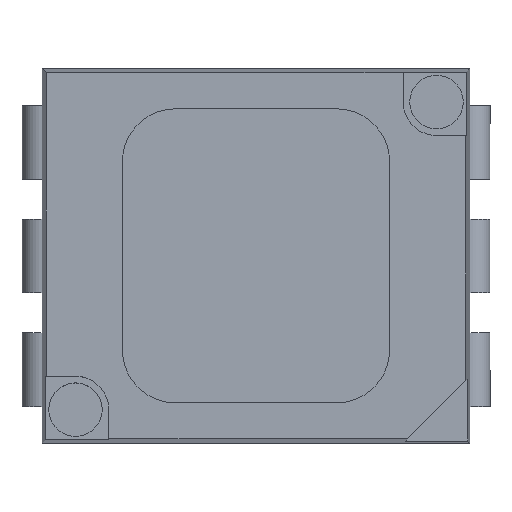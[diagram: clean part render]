
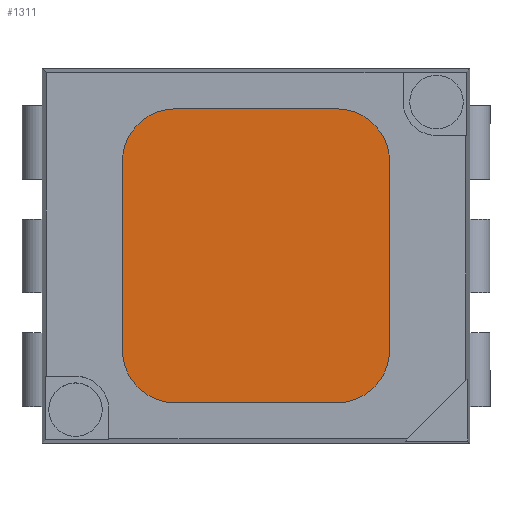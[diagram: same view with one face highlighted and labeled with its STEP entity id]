
A CAD part, top view. The second image highlights one B-rep face of the part: STEP entity #1311.
In plain terms, the highlighted planar face has unit normal (0, 0, 1).
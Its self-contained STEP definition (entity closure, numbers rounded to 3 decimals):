
#122=CIRCLE('',#1414,0.4);
#124=CIRCLE('',#1418,0.4);
#126=CIRCLE('',#1422,0.4);
#128=CIRCLE('',#1426,0.4);
#201=FACE_OUTER_BOUND('',#290,.T.);
#290=EDGE_LOOP('',(#1123,#1124,#1125,#1126,#1127,#1128,#1129,#1130));
#395=LINE('',#1880,#467);
#399=LINE('',#1890,#464);
#403=LINE('',#1900,#465);
#407=LINE('',#1910,#466);
#464=VECTOR('',#1467,1.2);
#465=VECTOR('',#1463,1.4);
#466=VECTOR('',#1470,1.2);
#467=VECTOR('',#1461,1.4);
#610=VERTEX_POINT('',#1875);
#613=VERTEX_POINT('',#1879);
#614=VERTEX_POINT('',#1882);
#616=VERTEX_POINT('',#1887);
#618=VERTEX_POINT('',#1892);
#620=VERTEX_POINT('',#1897);
#622=VERTEX_POINT('',#1902);
#624=VERTEX_POINT('',#1907);
#777=EDGE_CURVE('',#610,#613,#395,.T.);
#778=EDGE_CURVE('',#610,#614,#122,.T.);
#783=EDGE_CURVE('',#616,#614,#399,.T.);
#784=EDGE_CURVE('',#616,#618,#124,.T.);
#789=EDGE_CURVE('',#620,#618,#403,.T.);
#790=EDGE_CURVE('',#620,#622,#126,.T.);
#795=EDGE_CURVE('',#624,#622,#407,.T.);
#796=EDGE_CURVE('',#624,#613,#128,.T.);
#1123=ORIENTED_EDGE('',*,*,#784,.F.);
#1124=ORIENTED_EDGE('',*,*,#783,.T.);
#1125=ORIENTED_EDGE('',*,*,#778,.F.);
#1126=ORIENTED_EDGE('',*,*,#777,.T.);
#1127=ORIENTED_EDGE('',*,*,#796,.F.);
#1128=ORIENTED_EDGE('',*,*,#795,.T.);
#1129=ORIENTED_EDGE('',*,*,#790,.F.);
#1130=ORIENTED_EDGE('',*,*,#789,.T.);
#1238=PLANE('',#1429);
#1311=ADVANCED_FACE('',(#201),#1238,.T.);
#1414=AXIS2_PLACEMENT_3D('',#1883,#1472,#1493);
#1418=AXIS2_PLACEMENT_3D('',#1893,#1472,#1568);
#1422=AXIS2_PLACEMENT_3D('',#1903,#1472,#1574);
#1426=AXIS2_PLACEMENT_3D('',#1912,#1472,#1471);
#1429=AXIS2_PLACEMENT_3D('',#1915,#1469,#1466);
#1461=DIRECTION('',(0.,1.,0.));
#1463=DIRECTION('',(0.,-1.,0.));
#1466=DIRECTION('ref_axis',(1.,0.,0.));
#1467=DIRECTION('',(1.,0.,0.));
#1469=DIRECTION('center_axis',(0.,0.,1.));
#1470=DIRECTION('',(-1.,0.,0.));
#1471=DIRECTION('ref_axis',(0.707,0.707,0.));
#1472=DIRECTION('center_axis',(0.,0.,-1.));
#1493=DIRECTION('ref_axis',(0.707,-0.707,0.));
#1568=DIRECTION('ref_axis',(-0.707,-0.707,0.));
#1574=DIRECTION('ref_axis',(-0.707,0.707,0.));
#1875=CARTESIAN_POINT('',(1.,-0.7,0.6));
#1879=CARTESIAN_POINT('',(1.,0.7,0.6));
#1880=CARTESIAN_POINT('',(1.,1.1,0.6));
#1882=CARTESIAN_POINT('',(0.6,-1.1,0.6));
#1883=CARTESIAN_POINT('Origin',(0.6,-0.7,0.6));
#1887=CARTESIAN_POINT('',(-0.6,-1.1,0.6));
#1890=CARTESIAN_POINT('',(1.,-1.1,0.6));
#1892=CARTESIAN_POINT('',(-1.,-0.7,0.6));
#1893=CARTESIAN_POINT('Origin',(-0.6,-0.7,0.6));
#1897=CARTESIAN_POINT('',(-1.,0.7,0.6));
#1900=CARTESIAN_POINT('',(-1.,-1.1,0.6));
#1902=CARTESIAN_POINT('',(-0.6,1.1,0.6));
#1903=CARTESIAN_POINT('Origin',(-0.6,0.7,0.6));
#1907=CARTESIAN_POINT('',(0.6,1.1,0.6));
#1910=CARTESIAN_POINT('',(-1.,1.1,0.6));
#1912=CARTESIAN_POINT('Origin',(0.6,0.7,0.6));
#1915=CARTESIAN_POINT('Origin',(0.,0.,0.6));
